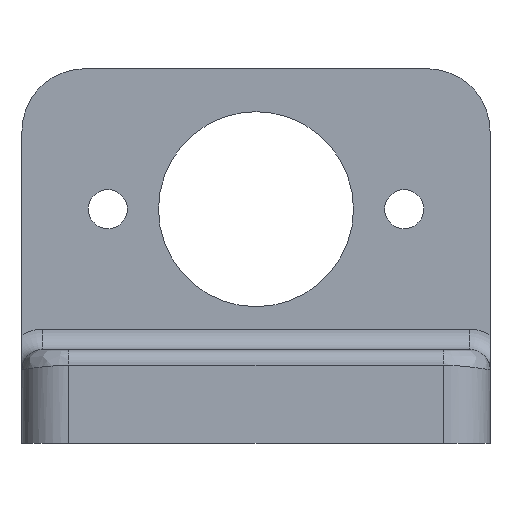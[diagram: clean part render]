
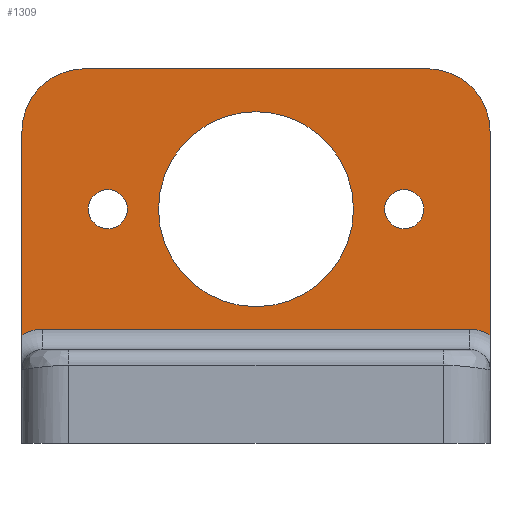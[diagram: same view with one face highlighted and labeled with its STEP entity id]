
A CAD part, front view. The second image highlights one B-rep face of the part: STEP entity #1309.
In plain terms, the highlighted planar face has unit normal (0, -1, 0).
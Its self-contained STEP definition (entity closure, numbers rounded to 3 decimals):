
#41=CIRCLE('',#1382,2.6);
#44=CIRCLE('',#1387,2.6);
#45=CIRCLE('',#1389,4.);
#46=CIRCLE('',#1390,4.);
#47=CIRCLE('',#1391,1.25);
#48=CIRCLE('',#1392,6.25);
#49=CIRCLE('',#1393,1.25);
#74=FACE_BOUND('',#263,.T.);
#75=FACE_BOUND('',#264,.T.);
#76=FACE_BOUND('',#265,.T.);
#185=FACE_OUTER_BOUND('',#262,.T.);
#262=EDGE_LOOP('',(#1096,#1097,#1098,#1099,#1100,#1101,#1102,#1103));
#263=EDGE_LOOP('',(#1104));
#264=EDGE_LOOP('',(#1105));
#265=EDGE_LOOP('',(#1106));
#388=LINE('',#2291,#507);
#389=LINE('',#2305,#508);
#390=LINE('',#2309,#509);
#391=LINE('',#2312,#510);
#507=VECTOR('',#1599,10.);
#508=VECTOR('',#1608,10.);
#509=VECTOR('',#1611,10.);
#510=VECTOR('',#1614,10.);
#623=VERTEX_POINT('',#2276);
#625=VERTEX_POINT('',#2280);
#626=VERTEX_POINT('',#2289);
#627=VERTEX_POINT('',#2293);
#629=VERTEX_POINT('',#2304);
#630=VERTEX_POINT('',#2306);
#631=VERTEX_POINT('',#2308);
#632=VERTEX_POINT('',#2310);
#633=VERTEX_POINT('',#2313);
#634=VERTEX_POINT('',#2315);
#635=VERTEX_POINT('',#2317);
#789=EDGE_CURVE('',#625,#623,#41,.T.);
#791=EDGE_CURVE('',#623,#626,#388,.T.);
#794=EDGE_CURVE('',#626,#627,#44,.T.);
#795=EDGE_CURVE('',#625,#629,#389,.T.);
#796=EDGE_CURVE('',#630,#629,#45,.T.);
#797=EDGE_CURVE('',#631,#630,#390,.T.);
#798=EDGE_CURVE('',#632,#631,#46,.T.);
#799=EDGE_CURVE('',#627,#632,#391,.T.);
#800=EDGE_CURVE('',#633,#633,#47,.T.);
#801=EDGE_CURVE('',#634,#634,#48,.T.);
#802=EDGE_CURVE('',#635,#635,#49,.T.);
#1096=ORIENTED_EDGE('',*,*,#794,.F.);
#1097=ORIENTED_EDGE('',*,*,#791,.F.);
#1098=ORIENTED_EDGE('',*,*,#789,.F.);
#1099=ORIENTED_EDGE('',*,*,#795,.T.);
#1100=ORIENTED_EDGE('',*,*,#796,.F.);
#1101=ORIENTED_EDGE('',*,*,#797,.F.);
#1102=ORIENTED_EDGE('',*,*,#798,.F.);
#1103=ORIENTED_EDGE('',*,*,#799,.F.);
#1104=ORIENTED_EDGE('',*,*,#800,.T.);
#1105=ORIENTED_EDGE('',*,*,#801,.T.);
#1106=ORIENTED_EDGE('',*,*,#802,.T.);
#1254=PLANE('',#1388);
#1309=ADVANCED_FACE('',(#185,#74,#75,#76),#1254,.T.);
#1382=AXIS2_PLACEMENT_3D('',#2287,#1593,#1594);
#1387=AXIS2_PLACEMENT_3D('',#2302,#1604,#1605);
#1388=AXIS2_PLACEMENT_3D('',#2303,#1606,#1607);
#1389=AXIS2_PLACEMENT_3D('',#2307,#1609,#1610);
#1390=AXIS2_PLACEMENT_3D('',#2311,#1612,#1613);
#1391=AXIS2_PLACEMENT_3D('',#2314,#1615,#1616);
#1392=AXIS2_PLACEMENT_3D('',#2316,#1617,#1618);
#1393=AXIS2_PLACEMENT_3D('',#2318,#1619,#1620);
#1593=DIRECTION('center_axis',(0.,-1.,0.));
#1594=DIRECTION('ref_axis',(0.707,0.,0.707));
#1599=DIRECTION('',(-1.,0.,0.));
#1604=DIRECTION('center_axis',(0.,-1.,0.));
#1605=DIRECTION('ref_axis',(-0.707,0.,0.707));
#1606=DIRECTION('center_axis',(0.,-1.,0.));
#1607=DIRECTION('ref_axis',(1.,0.,0.));
#1608=DIRECTION('',(0.,0.,1.));
#1609=DIRECTION('center_axis',(0.,1.,0.));
#1610=DIRECTION('ref_axis',(0.707,0.,0.707));
#1611=DIRECTION('',(1.,0.,0.));
#1612=DIRECTION('center_axis',(0.,1.,0.));
#1613=DIRECTION('ref_axis',(-0.707,0.,0.707));
#1614=DIRECTION('',(0.,0.,1.));
#1615=DIRECTION('center_axis',(0.,1.,0.));
#1616=DIRECTION('ref_axis',(1.,0.,0.));
#1617=DIRECTION('center_axis',(0.,1.,0.));
#1618=DIRECTION('ref_axis',(1.,0.,0.));
#1619=DIRECTION('center_axis',(0.,1.,0.));
#1620=DIRECTION('ref_axis',(1.,0.,0.));
#2276=CARTESIAN_POINT('',(7.7,29.5,7.3));
#2280=CARTESIAN_POINT('',(9.,29.5,6.952));
#2287=CARTESIAN_POINT('Origin',(7.7,29.5,4.7));
#2289=CARTESIAN_POINT('',(-19.7,29.5,7.3));
#2291=CARTESIAN_POINT('',(-13.5,29.5,7.3));
#2293=CARTESIAN_POINT('',(-21.,29.5,6.952));
#2302=CARTESIAN_POINT('Origin',(-19.7,29.5,4.7));
#2303=CARTESIAN_POINT('Origin',(-21.,29.5,0.));
#2304=CARTESIAN_POINT('',(9.,29.5,20.));
#2305=CARTESIAN_POINT('',(9.,29.5,0.));
#2306=CARTESIAN_POINT('',(5.,29.5,24.));
#2307=CARTESIAN_POINT('Origin',(5.,29.5,20.));
#2308=CARTESIAN_POINT('',(-17.,29.5,24.));
#2309=CARTESIAN_POINT('',(-21.,29.5,24.));
#2310=CARTESIAN_POINT('',(-21.,29.5,20.));
#2311=CARTESIAN_POINT('Origin',(-17.,29.5,20.));
#2312=CARTESIAN_POINT('',(-21.,29.5,0.));
#2313=CARTESIAN_POINT('',(2.25,29.5,15.));
#2314=CARTESIAN_POINT('Origin',(3.5,29.5,15.));
#2315=CARTESIAN_POINT('',(-12.25,29.5,15.));
#2316=CARTESIAN_POINT('Origin',(-6.,29.5,15.));
#2317=CARTESIAN_POINT('',(-16.75,29.5,15.));
#2318=CARTESIAN_POINT('Origin',(-15.5,29.5,15.));
